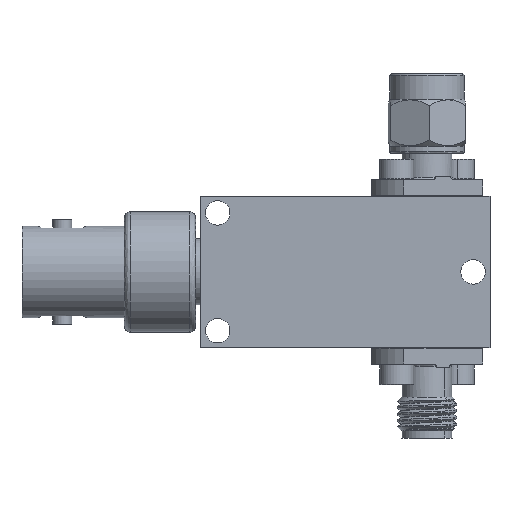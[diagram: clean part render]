
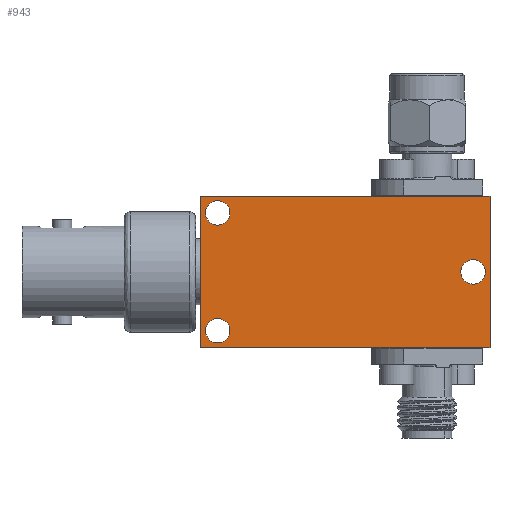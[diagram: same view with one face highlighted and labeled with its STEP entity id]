
A CAD part, front view. The second image highlights one B-rep face of the part: STEP entity #943.
In plain terms, the highlighted planar face has unit normal (0, -1, 0).
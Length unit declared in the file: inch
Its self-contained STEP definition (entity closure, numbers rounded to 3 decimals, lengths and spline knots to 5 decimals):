
#278 = CARTESIAN_POINT ( 'NONE',  ( -0.94, -0.515, 0.3145 ) ) ;
#665 = CARTESIAN_POINT ( 'NONE',  ( -0.94, -0.515, -0.3145 ) ) ;
#676 = CARTESIAN_POINT ( 'NONE',  ( -0.94, -0.515, 0.3145 ) ) ;
#875 = PLANE ( 'NONE',  #6917 ) ;
#943 = ADVANCED_FACE ( 'NONE', ( #13029, #9246, #11453, #4892 ), #875, .T. ) ;
#997 = VERTEX_POINT ( 'NONE', #3789 ) ;
#1012 = DIRECTION ( 'NONE',  ( 0., 0., 1. ) ) ;
#1230 = CARTESIAN_POINT ( 'NONE',  ( -0.94, -0.515, -0.3145 ) ) ;
#1274 = EDGE_CURVE ( 'NONE', #7639, #1466, #6017, .T. ) ;
#1448 = AXIS2_PLACEMENT_3D ( 'NONE', #9546, #6380, #10519 ) ;
#1466 = VERTEX_POINT ( 'NONE', #7684 ) ;
#1624 = VECTOR ( 'NONE', #8133, 39.37008 ) ;
#1852 = ORIENTED_EDGE ( 'NONE', *, *, #7694, .T. ) ;
#2405 = VERTEX_POINT ( 'NONE', #7120 ) ;
#2676 = CARTESIAN_POINT ( 'NONE',  ( 0.19, -0.515, -0.05075 ) ) ;
#2685 = AXIS2_PLACEMENT_3D ( 'NONE', #13141, #3703, #12177 ) ;
#2821 = DIRECTION ( 'NONE',  ( 0., 1., 0. ) ) ;
#2856 = EDGE_CURVE ( 'NONE', #9128, #4004, #3590, .T. ) ;
#2898 = CARTESIAN_POINT ( 'NONE',  ( -0.87, -0.515, -0.244 ) ) ;
#2919 = AXIS2_PLACEMENT_3D ( 'NONE', #9632, #3341, #5490 ) ;
#2993 = ORIENTED_EDGE ( 'NONE', *, *, #11429, .T. ) ;
#3264 = CIRCLE ( 'NONE', #10973, 0.05075 ) ;
#3341 = DIRECTION ( 'NONE',  ( 0., 1., 0. ) ) ;
#3566 = EDGE_CURVE ( 'NONE', #997, #8887, #12781, .T. ) ;
#3590 = CIRCLE ( 'NONE', #2919, 0.05075 ) ;
#3686 = EDGE_LOOP ( 'NONE', ( #8327, #13535, #9096, #6963 ) ) ;
#3703 = DIRECTION ( 'NONE',  ( 0., 1., 0. ) ) ;
#3789 = CARTESIAN_POINT ( 'NONE',  ( 0.26, -0.515, 0.3145 ) ) ;
#3843 = ORIENTED_EDGE ( 'NONE', *, *, #8835, .T. ) ;
#3885 = CARTESIAN_POINT ( 'NONE',  ( -0.87, -0.515, -0.29475 ) ) ;
#3910 = AXIS2_PLACEMENT_3D ( 'NONE', #8158, #2821, #1012 ) ;
#3955 = DIRECTION ( 'NONE',  ( 0., 0., 1. ) ) ;
#4004 = VERTEX_POINT ( 'NONE', #3885 ) ;
#4432 = CIRCLE ( 'NONE', #6209, 0.05075 ) ;
#4594 = CARTESIAN_POINT ( 'NONE',  ( -0.87, -0.515, -0.19325 ) ) ;
#4657 = EDGE_CURVE ( 'NONE', #2405, #13482, #11792, .T. ) ;
#4892 = FACE_BOUND ( 'NONE', #11593, .T. ) ;
#5209 = ORIENTED_EDGE ( 'NONE', *, *, #1274, .T. ) ;
#5291 = EDGE_CURVE ( 'NONE', #9895, #5397, #13347, .T. ) ;
#5397 = VERTEX_POINT ( 'NONE', #11808 ) ;
#5490 = DIRECTION ( 'NONE',  ( 0., 0., 1. ) ) ;
#5862 = DIRECTION ( 'NONE',  ( 0., -1., 0. ) ) ;
#6014 = ORIENTED_EDGE ( 'NONE', *, *, #5291, .T. ) ;
#6017 = CIRCLE ( 'NONE', #2685, 0.05075 ) ;
#6080 = LINE ( 'NONE', #10422, #12219 ) ;
#6146 = EDGE_CURVE ( 'NONE', #13482, #997, #9308, .T. ) ;
#6209 = AXIS2_PLACEMENT_3D ( 'NONE', #2898, #7137, #3955 ) ;
#6358 = DIRECTION ( 'NONE',  ( 1., 0., 0. ) ) ;
#6380 = DIRECTION ( 'NONE',  ( 0., 1., 0. ) ) ;
#6477 = EDGE_CURVE ( 'NONE', #8887, #2405, #6080, .T. ) ;
#6570 = CARTESIAN_POINT ( 'NONE',  ( -0.87, -0.515, 0.29575 ) ) ;
#6917 = AXIS2_PLACEMENT_3D ( 'NONE', #665, #5862, #13507 ) ;
#6963 = ORIENTED_EDGE ( 'NONE', *, *, #4657, .T. ) ;
#7120 = CARTESIAN_POINT ( 'NONE',  ( -0.94, -0.515, -0.3145 ) ) ;
#7137 = DIRECTION ( 'NONE',  ( 0., 1., 0. ) ) ;
#7244 = CARTESIAN_POINT ( 'NONE',  ( 0.26, -0.515, -0.3145 ) ) ;
#7382 = ORIENTED_EDGE ( 'NONE', *, *, #2856, .T. ) ;
#7639 = VERTEX_POINT ( 'NONE', #6570 ) ;
#7684 = CARTESIAN_POINT ( 'NONE',  ( -0.87, -0.515, 0.19425 ) ) ;
#7694 = EDGE_CURVE ( 'NONE', #1466, #7639, #3264, .T. ) ;
#7975 = VECTOR ( 'NONE', #12842, 39.37008 ) ;
#8133 = DIRECTION ( 'NONE',  ( 0., 0., 1. ) ) ;
#8158 = CARTESIAN_POINT ( 'NONE',  ( 0.19, -0.515, 0. ) ) ;
#8299 = EDGE_LOOP ( 'NONE', ( #7382, #2993 ) ) ;
#8327 = ORIENTED_EDGE ( 'NONE', *, *, #6146, .T. ) ;
#8632 = DIRECTION ( 'NONE',  ( 0., 0., -1. ) ) ;
#8767 = DIRECTION ( 'NONE',  ( 0., 1., 0. ) ) ;
#8835 = EDGE_CURVE ( 'NONE', #5397, #9895, #11208, .T. ) ;
#8887 = VERTEX_POINT ( 'NONE', #676 ) ;
#9096 = ORIENTED_EDGE ( 'NONE', *, *, #6477, .T. ) ;
#9128 = VERTEX_POINT ( 'NONE', #4594 ) ;
#9246 = FACE_BOUND ( 'NONE', #8299, .T. ) ;
#9308 = LINE ( 'NONE', #7244, #1624 ) ;
#9532 = CARTESIAN_POINT ( 'NONE',  ( -0.87, -0.515, 0.245 ) ) ;
#9546 = CARTESIAN_POINT ( 'NONE',  ( 0.19, -0.515, 0. ) ) ;
#9632 = CARTESIAN_POINT ( 'NONE',  ( -0.87, -0.515, -0.244 ) ) ;
#9895 = VERTEX_POINT ( 'NONE', #2676 ) ;
#10422 = CARTESIAN_POINT ( 'NONE',  ( -0.94, -0.515, -0.3145 ) ) ;
#10519 = DIRECTION ( 'NONE',  ( 0., 0., 1. ) ) ;
#10768 = DIRECTION ( 'NONE',  ( 0., 0., 1. ) ) ;
#10973 = AXIS2_PLACEMENT_3D ( 'NONE', #9532, #8767, #10768 ) ;
#11208 = CIRCLE ( 'NONE', #3910, 0.05075 ) ;
#11296 = EDGE_LOOP ( 'NONE', ( #5209, #1852 ) ) ;
#11429 = EDGE_CURVE ( 'NONE', #4004, #9128, #4432, .T. ) ;
#11453 = FACE_BOUND ( 'NONE', #11296, .T. ) ;
#11593 = EDGE_LOOP ( 'NONE', ( #3843, #6014 ) ) ;
#11792 = LINE ( 'NONE', #1230, #13120 ) ;
#11808 = CARTESIAN_POINT ( 'NONE',  ( 0.19, -0.515, 0.05075 ) ) ;
#12177 = DIRECTION ( 'NONE',  ( 0., 0., 1. ) ) ;
#12209 = CARTESIAN_POINT ( 'NONE',  ( 0.26, -0.515, -0.3145 ) ) ;
#12219 = VECTOR ( 'NONE', #8632, 39.37008 ) ;
#12781 = LINE ( 'NONE', #278, #7975 ) ;
#12842 = DIRECTION ( 'NONE',  ( -1., 0., 0. ) ) ;
#13029 = FACE_OUTER_BOUND ( 'NONE', #3686, .T. ) ;
#13120 = VECTOR ( 'NONE', #6358, 39.37008 ) ;
#13141 = CARTESIAN_POINT ( 'NONE',  ( -0.87, -0.515, 0.245 ) ) ;
#13347 = CIRCLE ( 'NONE', #1448, 0.05075 ) ;
#13482 = VERTEX_POINT ( 'NONE', #12209 ) ;
#13507 = DIRECTION ( 'NONE',  ( 0., 0., -1. ) ) ;
#13535 = ORIENTED_EDGE ( 'NONE', *, *, #3566, .T. ) ;
